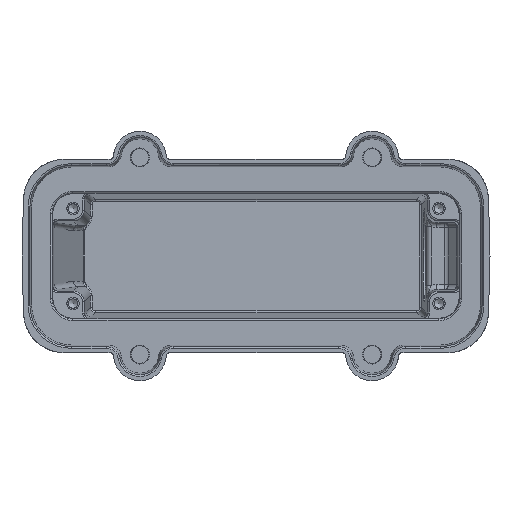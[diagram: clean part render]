
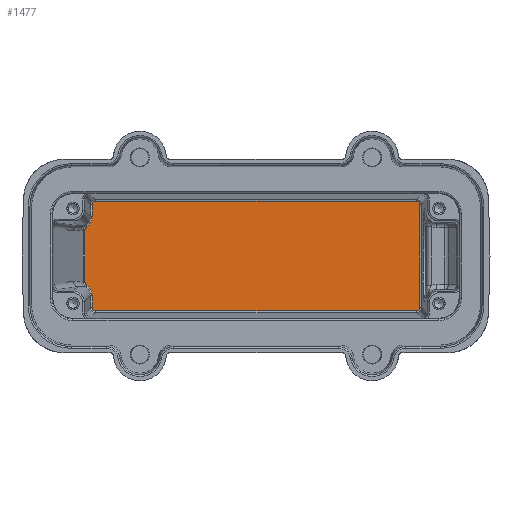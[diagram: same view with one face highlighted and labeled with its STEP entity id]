
A CAD part, front view. The second image highlights one B-rep face of the part: STEP entity #1477.
In plain terms, the highlighted planar face has unit normal (0, -1, 0).
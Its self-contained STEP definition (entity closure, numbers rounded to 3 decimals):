
#881=B_SPLINE_CURVE_WITH_KNOTS('',3,(#14762,#14763,#14764,#14765,#14766,
#14767,#14768,#14769,#14770,#14771),.UNSPECIFIED.,.F.,.F.,(4,3,3,4),(0.,
0.347,0.694,1.),.UNSPECIFIED.);
#882=B_SPLINE_CURVE_WITH_KNOTS('',3,(#14775,#14776,#14777,#14778,#14779,
#14780,#14781,#14782,#14783,#14784),.UNSPECIFIED.,.F.,.F.,(4,3,3,4),(0.,
0.339,0.678,1.),.UNSPECIFIED.);
#1460=ELLIPSE('',#11198,3.502,3.5);
#1461=ELLIPSE('',#11199,3.502,3.5);
#1462=ELLIPSE('',#11200,1.001,1.);
#1463=ELLIPSE('',#11201,1.001,1.);
#1464=ELLIPSE('',#11202,1.001,1.);
#1465=ELLIPSE('',#11203,1.001,1.);
#1477=ADVANCED_FACE('',(#2436),#2158,.F.);
#2158=PLANE('',#11204);
#2436=FACE_OUTER_BOUND('',#3045,.T.);
#3045=EDGE_LOOP('',(#3816,#3817,#3818,#3819,#3820,#3821,#3822,#3823,#3824,
#3825,#3826,#3827,#3828,#3829));
#3816=ORIENTED_EDGE('',*,*,#8076,.T.);
#3817=ORIENTED_EDGE('',*,*,#8077,.T.);
#3818=ORIENTED_EDGE('',*,*,#8078,.T.);
#3819=ORIENTED_EDGE('',*,*,#8079,.T.);
#3820=ORIENTED_EDGE('',*,*,#8080,.T.);
#3821=ORIENTED_EDGE('',*,*,#8081,.T.);
#3822=ORIENTED_EDGE('',*,*,#8082,.T.);
#3823=ORIENTED_EDGE('',*,*,#8083,.T.);
#3824=ORIENTED_EDGE('',*,*,#8084,.T.);
#3825=ORIENTED_EDGE('',*,*,#8085,.T.);
#3826=ORIENTED_EDGE('',*,*,#8086,.T.);
#3827=ORIENTED_EDGE('',*,*,#8087,.T.);
#3828=ORIENTED_EDGE('',*,*,#8088,.T.);
#3829=ORIENTED_EDGE('',*,*,#8089,.T.);
#7052=VERTEX_POINT('',#14760);
#7053=VERTEX_POINT('',#14761);
#7054=VERTEX_POINT('',#14772);
#7055=VERTEX_POINT('',#14774);
#7056=VERTEX_POINT('',#14785);
#7057=VERTEX_POINT('',#14787);
#7058=VERTEX_POINT('',#14789);
#7059=VERTEX_POINT('',#14791);
#7060=VERTEX_POINT('',#14793);
#7061=VERTEX_POINT('',#14795);
#7062=VERTEX_POINT('',#14797);
#7063=VERTEX_POINT('',#14799);
#7064=VERTEX_POINT('',#14801);
#7065=VERTEX_POINT('',#14803);
#8076=EDGE_CURVE('',#7052,#7053,#1460,.T.);
#8077=EDGE_CURVE('',#7053,#7054,#881,.T.);
#8078=EDGE_CURVE('',#7054,#7055,#9696,.T.);
#8079=EDGE_CURVE('',#7055,#7056,#882,.T.);
#8080=EDGE_CURVE('',#7056,#7057,#1461,.T.);
#8081=EDGE_CURVE('',#7057,#7058,#9697,.T.);
#8082=EDGE_CURVE('',#7058,#7059,#1462,.T.);
#8083=EDGE_CURVE('',#7059,#7060,#9698,.T.);
#8084=EDGE_CURVE('',#7060,#7061,#1463,.T.);
#8085=EDGE_CURVE('',#7061,#7062,#9699,.T.);
#8086=EDGE_CURVE('',#7062,#7063,#1464,.T.);
#8087=EDGE_CURVE('',#7063,#7064,#9700,.T.);
#8088=EDGE_CURVE('',#7064,#7065,#1465,.T.);
#8089=EDGE_CURVE('',#7065,#7052,#9701,.T.);
#9696=LINE('',#14773,#10450);
#9697=LINE('',#14788,#10451);
#9698=LINE('',#14792,#10452);
#9699=LINE('',#14796,#10453);
#9700=LINE('',#14800,#10454);
#9701=LINE('',#14804,#10455);
#10450=VECTOR('',#12140,1.);
#10451=VECTOR('',#12143,1.);
#10452=VECTOR('',#12146,1.);
#10453=VECTOR('',#12149,1.);
#10454=VECTOR('',#12152,1.);
#10455=VECTOR('',#12155,1.);
#11198=AXIS2_PLACEMENT_3D('',#14759,#12138,#12139);
#11199=AXIS2_PLACEMENT_3D('',#14786,#12141,#12142);
#11200=AXIS2_PLACEMENT_3D('',#14790,#12144,#12145);
#11201=AXIS2_PLACEMENT_3D('',#14794,#12147,#12148);
#11202=AXIS2_PLACEMENT_3D('',#14798,#12150,#12151);
#11203=AXIS2_PLACEMENT_3D('',#14802,#12153,#12154);
#11204=AXIS2_PLACEMENT_3D('',#14805,#12156,#12157);
#12138=DIRECTION('',(0.,1.,0.));
#12139=DIRECTION('',(-0.707,0.,0.707));
#12140=DIRECTION('',(0.,0.,-1.));
#12141=DIRECTION('',(0.,1.,0.));
#12142=DIRECTION('',(-0.707,0.,-0.707));
#12143=DIRECTION('',(0.,0.,-1.));
#12144=DIRECTION('',(0.,-1.,0.));
#12145=DIRECTION('',(-0.707,0.,-0.707));
#12146=DIRECTION('',(1.,0.,0.));
#12147=DIRECTION('',(0.,-1.,0.));
#12148=DIRECTION('',(-0.707,0.,0.707));
#12149=DIRECTION('',(0.,0.,1.));
#12150=DIRECTION('',(0.,-1.,0.));
#12151=DIRECTION('',(0.707,0.,0.707));
#12152=DIRECTION('',(-1.,0.,0.));
#12153=DIRECTION('',(0.,-1.,0.));
#12154=DIRECTION('',(0.707,0.,-0.707));
#12155=DIRECTION('',(0.,0.,-1.));
#12156=DIRECTION('',(0.,1.,0.));
#12157=DIRECTION('',(-1.,0.,0.));
#14759=CARTESIAN_POINT('',(-50.089,67.8,11.239));
#14760=CARTESIAN_POINT('',(-46.588,67.8,11.236));
#14761=CARTESIAN_POINT('',(-48.149,67.8,8.322));
#14762=CARTESIAN_POINT('',(-48.149,67.8,8.322));
#14763=CARTESIAN_POINT('',(-48.245,67.8,8.259));
#14764=CARTESIAN_POINT('',(-48.331,67.8,8.178));
#14765=CARTESIAN_POINT('',(-48.4,67.8,8.087));
#14766=CARTESIAN_POINT('',(-48.469,67.8,7.995));
#14767=CARTESIAN_POINT('',(-48.524,67.8,7.89));
#14768=CARTESIAN_POINT('',(-48.558,67.8,7.781));
#14769=CARTESIAN_POINT('',(-48.589,67.8,7.684));
#14770=CARTESIAN_POINT('',(-48.605,67.8,7.582));
#14771=CARTESIAN_POINT('',(-48.605,67.8,7.48));
#14772=CARTESIAN_POINT('',(-48.605,67.8,7.48));
#14773=CARTESIAN_POINT('',(-48.605,67.8,0.));
#14774=CARTESIAN_POINT('',(-48.605,67.8,-7.48));
#14775=CARTESIAN_POINT('',(-48.605,67.8,-7.48));
#14776=CARTESIAN_POINT('',(-48.605,67.8,-7.592));
#14777=CARTESIAN_POINT('',(-48.585,67.8,-7.706));
#14778=CARTESIAN_POINT('',(-48.548,67.8,-7.812));
#14779=CARTESIAN_POINT('',(-48.511,67.8,-7.918));
#14780=CARTESIAN_POINT('',(-48.455,67.8,-8.018));
#14781=CARTESIAN_POINT('',(-48.385,67.8,-8.106));
#14782=CARTESIAN_POINT('',(-48.319,67.8,-8.189));
#14783=CARTESIAN_POINT('',(-48.238,67.8,-8.263));
#14784=CARTESIAN_POINT('',(-48.15,67.8,-8.322));
#14785=CARTESIAN_POINT('',(-48.15,67.8,-8.322));
#14786=CARTESIAN_POINT('',(-50.089,67.8,-11.239));
#14787=CARTESIAN_POINT('',(-46.588,67.8,-11.236));
#14788=CARTESIAN_POINT('',(-46.588,67.8,0.));
#14789=CARTESIAN_POINT('',(-46.588,67.8,-14.623));
#14790=CARTESIAN_POINT('',(-45.587,67.8,-14.623));
#14791=CARTESIAN_POINT('',(-45.588,67.8,-15.623));
#14792=CARTESIAN_POINT('',(-25.079,67.8,-15.623));
#14793=CARTESIAN_POINT('',(45.588,67.8,-15.623));
#14794=CARTESIAN_POINT('',(45.587,67.8,-14.623));
#14795=CARTESIAN_POINT('',(46.588,67.8,-14.623));
#14796=CARTESIAN_POINT('',(46.588,67.8,14.611));
#14797=CARTESIAN_POINT('',(46.588,67.8,14.623));
#14798=CARTESIAN_POINT('',(45.587,67.8,14.623));
#14799=CARTESIAN_POINT('',(45.588,67.8,15.623));
#14800=CARTESIAN_POINT('',(-45.575,67.8,15.623));
#14801=CARTESIAN_POINT('',(-45.588,67.8,15.623));
#14802=CARTESIAN_POINT('',(-45.587,67.8,14.623));
#14803=CARTESIAN_POINT('',(-46.588,67.8,14.623));
#14804=CARTESIAN_POINT('',(-46.588,67.8,0.));
#14805=CARTESIAN_POINT('',(-25.079,67.8,0.));
